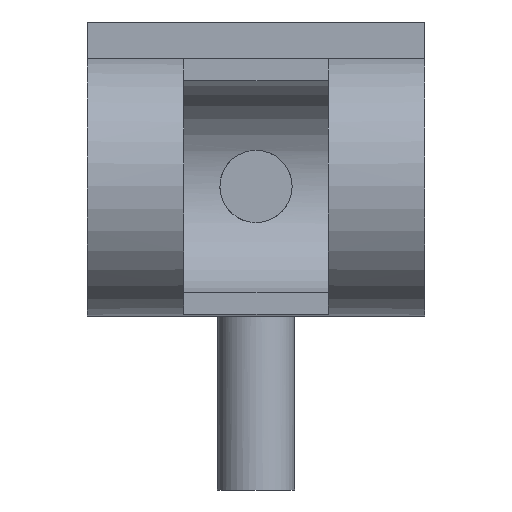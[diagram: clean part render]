
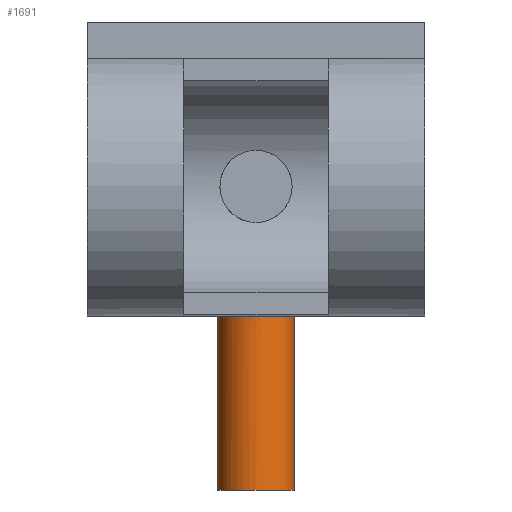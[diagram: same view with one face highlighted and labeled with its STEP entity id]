
A CAD part, front view. The second image highlights one B-rep face of the part: STEP entity #1691.
In plain terms, the highlighted cylindrical face has radius 16 mm (diameter 32 mm), a partial arc.
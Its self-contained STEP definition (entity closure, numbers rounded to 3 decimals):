
#17 = CARTESIAN_POINT ( 'NONE',  ( -12.99, 118.645, -31.422 ) ) ;
#31 = CARTESIAN_POINT ( 'NONE',  ( -3.68, 112.42, -33.804 ) ) ;
#176 = CARTESIAN_POINT ( 'NONE',  ( 0.529, 112., -34. ) ) ;
#192 = CARTESIAN_POINT ( 'NONE',  ( 10.967, 116.339, -32.185 ) ) ;
#206 = CARTESIAN_POINT ( 'NONE',  ( 16., 128., -30. ) ) ;
#254 = CARTESIAN_POINT ( 'NONE',  ( -14.959, 122.299, -30.533 ) ) ;
#260 = EDGE_CURVE ( 'NONE', #2567, #2153, #2720, .T. ) ;
#264 = VECTOR ( 'NONE', #1545, 1000. ) ;
#270 = CARTESIAN_POINT ( 'NONE',  ( -5.692, 113.038, -33.524 ) ) ;
#373 = VERTEX_POINT ( 'NONE', #1592 ) ;
#414 = VERTEX_POINT ( 'NONE', #771 ) ;
#433 = CARTESIAN_POINT ( 'NONE',  ( 9.366, 115.018, -32.688 ) ) ;
#446 = CARTESIAN_POINT ( 'NONE',  ( 15.869, 125.885, -30.07 ) ) ;
#493 = CARTESIAN_POINT ( 'NONE',  ( -15.578, 124.313, -30.221 ) ) ;
#509 = CARTESIAN_POINT ( 'NONE',  ( -8.038, 114.156, -33.04 ) ) ;
#521 = EDGE_CURVE ( 'NONE', #414, #2565, #1748, .T. ) ;
#576 = DIRECTION ( 'NONE',  ( 0., 0., -1. ) ) ;
#600 = CARTESIAN_POINT ( 'NONE',  ( -16., 128., 0. ) ) ;
#612 = DIRECTION ( 'NONE',  ( -1., 0., 0. ) ) ;
#637 = ORIENTED_EDGE ( 'NONE', *, *, #260, .T. ) ;
#671 = CARTESIAN_POINT ( 'NONE',  ( 7.147, 113.676, -33.244 ) ) ;
#688 = CARTESIAN_POINT ( 'NONE',  ( 15.166, 122.796, -30.434 ) ) ;
#736 = CARTESIAN_POINT ( 'NONE',  ( -15.973, 126.931, -30.014 ) ) ;
#743 = EDGE_CURVE ( 'NONE', #2567, #373, #2136, .T. ) ;
#752 = CARTESIAN_POINT ( 'NONE',  ( -10.58, 115.954, -32.321 ) ) ;
#771 = CARTESIAN_POINT ( 'NONE',  ( 16., 128., -30. ) ) ;
#847 = DIRECTION ( 'NONE',  ( 0., 0., -1. ) ) ;
#851 = CYLINDRICAL_SURFACE ( 'NONE', #2556, 16. ) ;
#909 = CARTESIAN_POINT ( 'NONE',  ( 4.209, 112.527, -33.755 ) ) ;
#919 = ORIENTED_EDGE ( 'NONE', *, *, #521, .F. ) ;
#921 = CARTESIAN_POINT ( 'NONE',  ( 13.846, 119.964, -31.054 ) ) ;
#979 = CARTESIAN_POINT ( 'NONE',  ( -12.679, 118.227, -31.549 ) ) ;
#994 = CARTESIAN_POINT ( 'NONE',  ( -2.111, 112.104, -33.951 ) ) ;
#1021 = AXIS2_PLACEMENT_3D ( 'NONE', #2957, #847, #1778 ) ;
#1136 = CARTESIAN_POINT ( 'NONE',  ( 1.06, 112.026, -33.988 ) ) ;
#1151 = CARTESIAN_POINT ( 'NONE',  ( 12.061, 117.436, -31.798 ) ) ;
#1205 = CARTESIAN_POINT ( 'NONE',  ( -14.349, 120.845, -30.827 ) ) ;
#1221 = CARTESIAN_POINT ( 'NONE',  ( -5.201, 112.86, -33.604 ) ) ;
#1382 = CARTESIAN_POINT ( 'NONE',  ( 9.781, 115.327, -32.566 ) ) ;
#1397 = CARTESIAN_POINT ( 'NONE',  ( 15.974, 126.943, -30.014 ) ) ;
#1442 = CARTESIAN_POINT ( 'NONE',  ( -15.449, 123.803, -30.288 ) ) ;
#1454 = CARTESIAN_POINT ( 'NONE',  ( -7.121, 113.663, -33.249 ) ) ;
#1545 = DIRECTION ( 'NONE',  ( 0., 0., -1. ) ) ;
#1592 = CARTESIAN_POINT ( 'NONE',  ( 0., 112., -34. ) ) ;
#1615 = CARTESIAN_POINT ( 'NONE',  ( 8.065, 114.171, -33.033 ) ) ;
#1630 = CARTESIAN_POINT ( 'NONE',  ( 15.474, 123.794, -30.276 ) ) ;
#1674 = CARTESIAN_POINT ( 'NONE',  ( -15.866, 125.869, -30.071 ) ) ;
#1684 = CARTESIAN_POINT ( 'NONE',  ( -16., 128., -126. ) ) ;
#1687 = CARTESIAN_POINT ( 'NONE',  ( -9.786, 115.299, -32.574 ) ) ;
#1689 = CARTESIAN_POINT ( 'NONE',  ( 16., 128., -126. ) ) ;
#1691 = ADVANCED_FACE ( 'NONE', ( #2963 ), #851, .T. ) ;
#1748 = LINE ( 'NONE', #2697, #1880 ) ;
#1778 = DIRECTION ( 'NONE',  ( -1., 0., 0. ) ) ;
#1786 = CARTESIAN_POINT ( 'NONE',  ( 0., 128., 0. ) ) ;
#1833 = ORIENTED_EDGE ( 'NONE', *, *, #743, .F. ) ;
#1845 = CARTESIAN_POINT ( 'NONE',  ( 5.213, 112.836, -33.613 ) ) ;
#1858 = CARTESIAN_POINT ( 'NONE',  ( 14.341, 120.886, -30.829 ) ) ;
#1880 = VECTOR ( 'NONE', #576, 1000. ) ;
#1900 = CARTESIAN_POINT ( 'NONE',  ( -16., 128., -30. ) ) ;
#1915 = CARTESIAN_POINT ( 'NONE',  ( -12.019, 117.426, -31.807 ) ) ;
#1932 = CARTESIAN_POINT ( 'NONE',  ( -1.059, 112., -34. ) ) ;
#1934 = CARTESIAN_POINT ( 'NONE',  ( -16., 128., -30. ) ) ;
#1977 = EDGE_CURVE ( 'NONE', #2565, #2153, #2353, .T. ) ;
#2077 = CARTESIAN_POINT ( 'NONE',  ( 2.124, 112.133, -33.938 ) ) ;
#2094 = CARTESIAN_POINT ( 'NONE',  ( 12.712, 118.229, -31.54 ) ) ;
#2136 = B_SPLINE_CURVE_WITH_KNOTS ( 'NONE', 3,
 ( #1900, #2845, #736, #1674, #2618, #493, #1442, #2382, #254, #1205, #2147, #17, #979, #1915, #2861, #752, #1687, #2635, #509, #1454, #2397, #270, #1221, #2165, #31, #994, #1932, #2877 ),
 .UNSPECIFIED., .F., .F.,
 ( 4, 2, 2, 2, 2, 2, 2, 2, 2, 2, 2, 2, 2, 4 ),
 ( 0.025, 0.027, 0.029, 0.03, 0.032, 0.035, 0.037, 0.038, 0.041, 0.043, 0.044, 0.046, 0.048, 0.051 ),
 .UNSPECIFIED. ) ;
#2139 = EDGE_CURVE ( 'NONE', #373, #414, #2292, .T. ) ;
#2147 = CARTESIAN_POINT ( 'NONE',  ( -13.856, 119.933, -31.055 ) ) ;
#2153 = VERTEX_POINT ( 'NONE', #1684 ) ;
#2165 = CARTESIAN_POINT ( 'NONE',  ( -4.196, 112.551, -33.744 ) ) ;
#2292 = B_SPLINE_CURVE_WITH_KNOTS ( 'NONE', 3,
 ( #2307, #176, #1136, #2077, #3020, #909, #1845, #2789, #671, #1615, #2560, #433, #1382, #2322, #192, #1151, #2094, #3035, #921, #1858, #2804, #688, #1630, #2573, #446, #1397, #2334, #206 ),
 .UNSPECIFIED., .F., .F.,
 ( 4, 2, 2, 2, 2, 2, 2, 2, 2, 2, 2, 2, 2, 4 ),
 ( 0.051, 0.052, 0.054, 0.057, 0.059, 0.06, 0.062, 0.063, 0.067, 0.068, 0.07, 0.073, 0.075, 0.076 ),
 .UNSPECIFIED. ) ;
#2307 = CARTESIAN_POINT ( 'NONE',  ( 0., 112., -34. ) ) ;
#2322 = CARTESIAN_POINT ( 'NONE',  ( 10.581, 115.987, -32.314 ) ) ;
#2334 = CARTESIAN_POINT ( 'NONE',  ( 16., 127.472, -30. ) ) ;
#2353 = CIRCLE ( 'NONE', #1021, 16. ) ;
#2382 = CARTESIAN_POINT ( 'NONE',  ( -15.14, 122.797, -30.444 ) ) ;
#2397 = CARTESIAN_POINT ( 'NONE',  ( -6.652, 113.439, -33.346 ) ) ;
#2538 = ORIENTED_EDGE ( 'NONE', *, *, #1977, .F. ) ;
#2556 = AXIS2_PLACEMENT_3D ( 'NONE', #1786, #2732, #612 ) ;
#2560 = CARTESIAN_POINT ( 'NONE',  ( 8.508, 114.44, -32.921 ) ) ;
#2565 = VERTEX_POINT ( 'NONE', #1689 ) ;
#2567 = VERTEX_POINT ( 'NONE', #1934 ) ;
#2573 = CARTESIAN_POINT ( 'NONE',  ( 15.788, 125.353, -30.112 ) ) ;
#2618 = CARTESIAN_POINT ( 'NONE',  ( -15.787, 125.346, -30.113 ) ) ;
#2635 = CARTESIAN_POINT ( 'NONE',  ( -8.488, 114.427, -32.927 ) ) ;
#2697 = CARTESIAN_POINT ( 'NONE',  ( 16., 128., 0. ) ) ;
#2720 = LINE ( 'NONE', #600, #264 ) ;
#2724 = EDGE_LOOP ( 'NONE', ( #919, #3071, #1833, #637, #2538 ) ) ;
#2732 = DIRECTION ( 'NONE',  ( 0., 0., -1. ) ) ;
#2789 = CARTESIAN_POINT ( 'NONE',  ( 6.671, 113.448, -33.343 ) ) ;
#2804 = CARTESIAN_POINT ( 'NONE',  ( 14.565, 121.356, -30.723 ) ) ;
#2845 = CARTESIAN_POINT ( 'NONE',  ( -16., 127.469, -30. ) ) ;
#2861 = CARTESIAN_POINT ( 'NONE',  ( -11.672, 117.044, -31.936 ) ) ;
#2877 = CARTESIAN_POINT ( 'NONE',  ( 0., 112., -34. ) ) ;
#2957 = CARTESIAN_POINT ( 'NONE',  ( 0., 128., -126. ) ) ;
#2963 = FACE_OUTER_BOUND ( 'NONE', #2724, .T. ) ;
#3020 = CARTESIAN_POINT ( 'NONE',  ( 2.653, 112.213, -33.9 ) ) ;
#3035 = CARTESIAN_POINT ( 'NONE',  ( 13.576, 119.517, -31.174 ) ) ;
#3071 = ORIENTED_EDGE ( 'NONE', *, *, #2139, .F. ) ;
